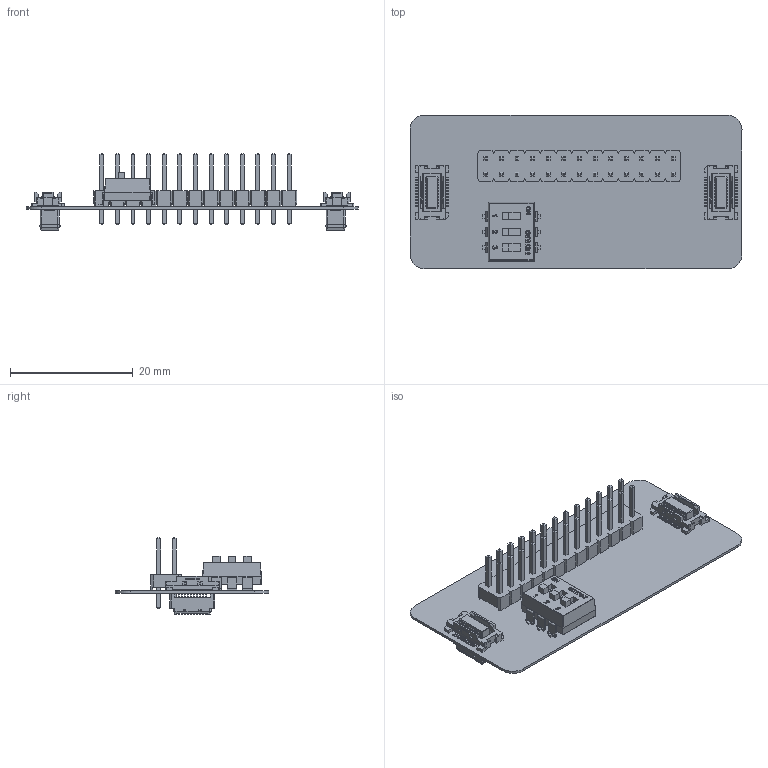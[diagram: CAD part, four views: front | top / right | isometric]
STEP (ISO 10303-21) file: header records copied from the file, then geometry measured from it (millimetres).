
FILE_DESCRIPTION(('Open CASCADE Model'),'2;1');
FILE_NAME('Open CASCADE Shape Model','2022-05-26T11:06:15',('Author'),( 'Open CASCADE'),'Open CASCADE STEP processor 6.8','Open CASCADE 6.8' ,'Unknown');
FILE_SCHEMA(('AUTOMOTIVE_DESIGN { 1 0 10303 214 1 1 1 1 }'));
Length unit declared in the file: millimetre
Products named in the file (23): PCB; Board; Open CASCADE STEP translator 6.8 1.1.1; P?; 61302621121; 6130xx21121_PIN; SW1_BR; Switch_Omron_Electronics_Inc-EMC_Div_A6SN-3101_eec; body; pins; actuators; part_number; J2_BR; 539160208; Open CASCADE STEP translator 6.8 1.4.1.1; Open CASCADE STEP translator 6.8 1.4.1.2; J1_BR; J4_BR; 529910208; Open CASCADE STEP translator 6.8 1.6.1.1; Open CASCADE STEP translator 6.8 1.6.1.2; J3_BR
Assembly tree (49 placements, depth 4):
  PCB
    Board
      Open CASCADE STEP translator 6.8 1.1.1
    P?
      61302621121
        6130xx21121_PIN  x26
        61302621121
    SW1_BR
      Switch_Omron_Electronics_Inc-EMC_Div_A6SN-3101_eec
        body
        pins
        actuators
        part_number
    J2_BR
      539160208
        Open CASCADE STEP translator 6.8 1.4.1.1
        Open CASCADE STEP translator 6.8 1.4.1.2
    J1_BR
      539160208
        Open CASCADE STEP translator 6.8 1.4.1.1
        Open CASCADE STEP translator 6.8 1.4.1.2
    J4_BR
      529910208
        Open CASCADE STEP translator 6.8 1.6.1.1
        Open CASCADE STEP translator 6.8 1.6.1.2
    J3_BR
      529910208
        Open CASCADE STEP translator 6.8 1.6.1.1
        Open CASCADE STEP translator 6.8 1.6.1.2
Bounding box: 54 x 25 x 12.46 mm (x, y, z)
Volume: 1417.6 mm3; surface area: 5432.8 mm2
Topology: 44 solids, 44 shells, 3384 faces, 9632 edges, 6736 vertices
Faces by surface type: plane 2544, cylinder 732, bspline 92, sphere 16
Full cylindrical faces by diameter (mm): 1.1 x26
Entity records: 63180 total; most frequent: CARTESIAN_POINT 12216, ORIENTED_EDGE 10320, DIRECTION 9506, EDGE_CURVE 5160, LINE 4330, VECTOR 4330, VERTEX_POINT 3412, AXIS2_PLACEMENT_3D 2588
